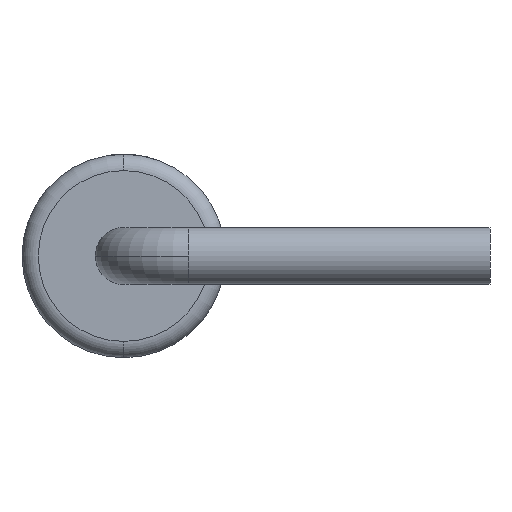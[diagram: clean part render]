
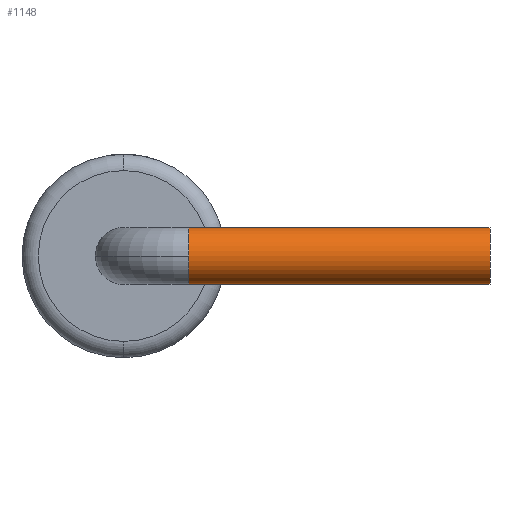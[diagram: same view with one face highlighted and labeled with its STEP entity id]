
A CAD part, left-side view. The second image highlights one B-rep face of the part: STEP entity #1148.
In plain terms, the highlighted cylindrical face has radius 0.35 mm (diameter 0.7 mm), a partial arc.
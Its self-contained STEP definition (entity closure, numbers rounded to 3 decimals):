
#35 = CYLINDRICAL_SURFACE ( 'NONE', #890, 0.35 ) ;
#124 = VECTOR ( 'NONE', #1259, 1000. ) ;
#141 = AXIS2_PLACEMENT_3D ( 'NONE', #2117, #1419, #376 ) ;
#183 = LINE ( 'NONE', #1585, #124 ) ;
#197 = CARTESIAN_POINT ( 'NONE',  ( -0.737, 0., 0. ) ) ;
#200 = ORIENTED_EDGE ( 'NONE', *, *, #1321, .F. ) ;
#239 = CARTESIAN_POINT ( 'NONE',  ( -0.737, 0., -0.35 ) ) ;
#293 = AXIS2_PLACEMENT_3D ( 'NONE', #934, #380, #1266 ) ;
#352 = DIRECTION ( 'NONE',  ( 0., 1., 0. ) ) ;
#376 = DIRECTION ( 'NONE',  ( 0., 0., 1. ) ) ;
#380 = DIRECTION ( 'NONE',  ( 0., 1., 0. ) ) ;
#439 = VERTEX_POINT ( 'NONE', #1011 ) ;
#449 = FACE_OUTER_BOUND ( 'NONE', #2029, .T. ) ;
#519 = CARTESIAN_POINT ( 'NONE',  ( -0.737, 3.7, 0.35 ) ) ;
#541 = VERTEX_POINT ( 'NONE', #239 ) ;
#590 = VECTOR ( 'NONE', #352, 1000. ) ;
#695 = CARTESIAN_POINT ( 'NONE',  ( -0.737, 0., -0.35 ) ) ;
#816 = VERTEX_POINT ( 'NONE', #1103 ) ;
#883 = DIRECTION ( 'NONE',  ( 0., 1., 0. ) ) ;
#890 = AXIS2_PLACEMENT_3D ( 'NONE', #197, #883, #905 ) ;
#905 = DIRECTION ( 'NONE',  ( 0., 0., 1. ) ) ;
#934 = CARTESIAN_POINT ( 'NONE',  ( -0.737, 3.7, 0. ) ) ;
#948 = CIRCLE ( 'NONE', #1621, 0.35 ) ;
#999 = EDGE_CURVE ( 'NONE', #439, #2111, #1605, .T. ) ;
#1002 = LINE ( 'NONE', #695, #590 ) ;
#1011 = CARTESIAN_POINT ( 'NONE',  ( -1.087, 3.7, 0. ) ) ;
#1031 = CIRCLE ( 'NONE', #293, 0.35 ) ;
#1088 = ORIENTED_EDGE ( 'NONE', *, *, #999, .F. ) ;
#1103 = CARTESIAN_POINT ( 'NONE',  ( -0.737, 3.7, -0.35 ) ) ;
#1119 = ORIENTED_EDGE ( 'NONE', *, *, #1228, .F. ) ;
#1148 = ADVANCED_FACE ( 'NONE', ( #449 ), #35, .T. ) ;
#1180 = ORIENTED_EDGE ( 'NONE', *, *, #1556, .T. ) ;
#1228 = EDGE_CURVE ( 'NONE', #541, #816, #1002, .T. ) ;
#1259 = DIRECTION ( 'NONE',  ( 0., 1., 0. ) ) ;
#1266 = DIRECTION ( 'NONE',  ( 0., 0., 1. ) ) ;
#1290 = CARTESIAN_POINT ( 'NONE',  ( -0.737, 0., 0.35 ) ) ;
#1321 = EDGE_CURVE ( 'NONE', #816, #439, #1031, .T. ) ;
#1419 = DIRECTION ( 'NONE',  ( 0., 1., 0. ) ) ;
#1556 = EDGE_CURVE ( 'NONE', #541, #1680, #948, .T. ) ;
#1585 = CARTESIAN_POINT ( 'NONE',  ( -0.737, 0., 0.35 ) ) ;
#1605 = CIRCLE ( 'NONE', #141, 0.35 ) ;
#1621 = AXIS2_PLACEMENT_3D ( 'NONE', #2253, #2245, #2263 ) ;
#1680 = VERTEX_POINT ( 'NONE', #1290 ) ;
#1882 = ORIENTED_EDGE ( 'NONE', *, *, #1958, .T. ) ;
#1958 = EDGE_CURVE ( 'NONE', #1680, #2111, #183, .T. ) ;
#2029 = EDGE_LOOP ( 'NONE', ( #1119, #1180, #1882, #1088, #200 ) ) ;
#2111 = VERTEX_POINT ( 'NONE', #519 ) ;
#2117 = CARTESIAN_POINT ( 'NONE',  ( -0.737, 3.7, 0. ) ) ;
#2245 = DIRECTION ( 'NONE',  ( 0., 1., 0. ) ) ;
#2253 = CARTESIAN_POINT ( 'NONE',  ( -0.737, 0., 0. ) ) ;
#2263 = DIRECTION ( 'NONE',  ( 0., 0., 1. ) ) ;
